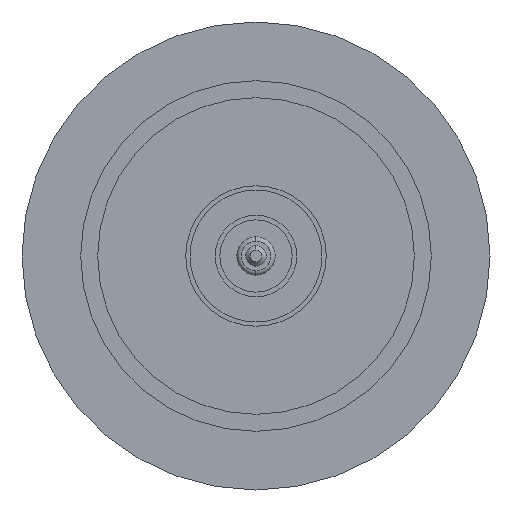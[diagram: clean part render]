
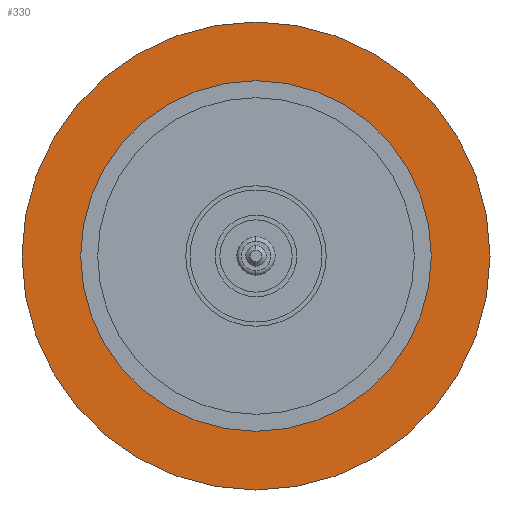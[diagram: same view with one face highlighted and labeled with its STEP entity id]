
A CAD part, left-side view. The second image highlights one B-rep face of the part: STEP entity #330.
In plain terms, the highlighted planar face has unit normal (-1, 0, 0).
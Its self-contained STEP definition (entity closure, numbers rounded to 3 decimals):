
#6 = CARTESIAN_POINT ( 'NONE',  ( 0., 0., 0. ) ) ;
#121 = AXIS2_PLACEMENT_3D ( 'NONE', #406, #1669, #1072 ) ;
#164 = FACE_OUTER_BOUND ( 'NONE', #430, .T. ) ;
#190 = ORIENTED_EDGE ( 'NONE', *, *, #1255, .T. ) ;
#295 = ORIENTED_EDGE ( 'NONE', *, *, #339, .F. ) ;
#330 = ADVANCED_FACE ( 'NONE', ( #376, #164 ), #1381, .F. ) ;
#339 = EDGE_CURVE ( 'NONE', #687, #843, #1135, .T. ) ;
#376 = FACE_BOUND ( 'NONE', #1863, .T. ) ;
#406 = CARTESIAN_POINT ( 'NONE',  ( 0., 0., 0. ) ) ;
#430 = EDGE_LOOP ( 'NONE', ( #1278, #190 ) ) ;
#439 = CIRCLE ( 'NONE', #1555, 20.6 ) ;
#472 = CARTESIAN_POINT ( 'NONE',  ( 0., 0., 27.5 ) ) ;
#491 = DIRECTION ( 'NONE',  ( 0., 0., 1. ) ) ;
#495 = AXIS2_PLACEMENT_3D ( 'NONE', #671, #1574, #1841 ) ;
#577 = CARTESIAN_POINT ( 'NONE',  ( 0., 0., -20.6 ) ) ;
#671 = CARTESIAN_POINT ( 'NONE',  ( 0., 0., -27.5 ) ) ;
#687 = VERTEX_POINT ( 'NONE', #1563 ) ;
#843 = VERTEX_POINT ( 'NONE', #577 ) ;
#903 = DIRECTION ( 'NONE',  ( -1., 0., 0. ) ) ;
#997 = DIRECTION ( 'NONE',  ( -1., 0., 0. ) ) ;
#1004 = EDGE_CURVE ( 'NONE', #1213, #1321, #1239, .T. ) ;
#1057 = CARTESIAN_POINT ( 'NONE',  ( 0., 0., 0. ) ) ;
#1072 = DIRECTION ( 'NONE',  ( 0., 0., 1. ) ) ;
#1135 = CIRCLE ( 'NONE', #1610, 20.6 ) ;
#1142 = AXIS2_PLACEMENT_3D ( 'NONE', #1057, #903, #1504 ) ;
#1213 = VERTEX_POINT ( 'NONE', #472 ) ;
#1228 = CARTESIAN_POINT ( 'NONE',  ( 0., 0., -27.5 ) ) ;
#1239 = CIRCLE ( 'NONE', #1142, 27.5 ) ;
#1255 = EDGE_CURVE ( 'NONE', #1321, #1213, #1781, .T. ) ;
#1278 = ORIENTED_EDGE ( 'NONE', *, *, #1004, .T. ) ;
#1321 = VERTEX_POINT ( 'NONE', #1228 ) ;
#1381 = PLANE ( 'NONE',  #495 ) ;
#1391 = CARTESIAN_POINT ( 'NONE',  ( 0., 0., 0. ) ) ;
#1436 = DIRECTION ( 'NONE',  ( 0., 0., 1. ) ) ;
#1504 = DIRECTION ( 'NONE',  ( 0., 0., 1. ) ) ;
#1555 = AXIS2_PLACEMENT_3D ( 'NONE', #1391, #1712, #491 ) ;
#1563 = CARTESIAN_POINT ( 'NONE',  ( 0., 0., 20.6 ) ) ;
#1574 = DIRECTION ( 'NONE',  ( 1., 0., 0. ) ) ;
#1602 = ORIENTED_EDGE ( 'NONE', *, *, #1701, .F. ) ;
#1610 = AXIS2_PLACEMENT_3D ( 'NONE', #6, #997, #1436 ) ;
#1669 = DIRECTION ( 'NONE',  ( -1., 0., 0. ) ) ;
#1701 = EDGE_CURVE ( 'NONE', #843, #687, #439, .T. ) ;
#1712 = DIRECTION ( 'NONE',  ( -1., 0., 0. ) ) ;
#1781 = CIRCLE ( 'NONE', #121, 27.5 ) ;
#1841 = DIRECTION ( 'NONE',  ( 0., 0., -1. ) ) ;
#1863 = EDGE_LOOP ( 'NONE', ( #295, #1602 ) ) ;
